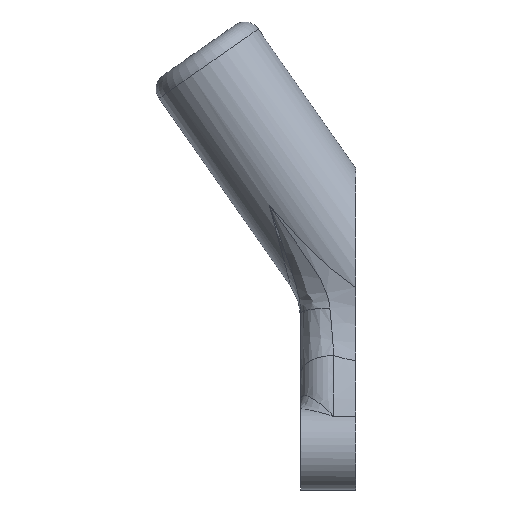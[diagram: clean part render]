
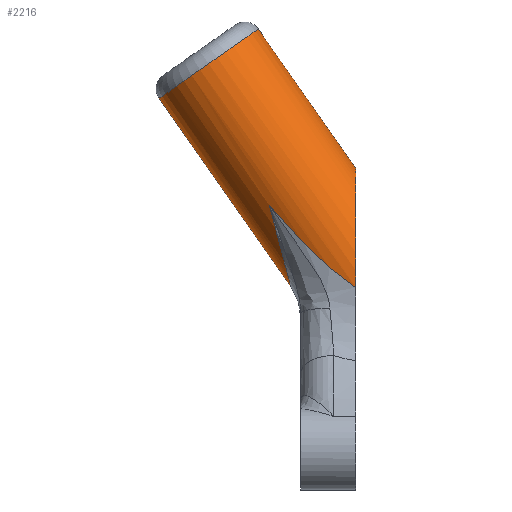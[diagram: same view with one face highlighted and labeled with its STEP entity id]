
A CAD part, left-side view. The second image highlights one B-rep face of the part: STEP entity #2216.
In plain terms, the highlighted cylindrical face has radius 5.5 mm (diameter 11 mm), a partial arc.
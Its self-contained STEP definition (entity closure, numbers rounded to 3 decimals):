
#89 = VERTEX_POINT ( 'NONE', #262 ) ;
#103 = ORIENTED_EDGE ( 'NONE', *, *, #755, .T. ) ;
#114 = EDGE_CURVE ( 'NONE', #1246, #89, #1154, .T. ) ;
#152 = CARTESIAN_POINT ( 'NONE',  ( -4.691, 7.862, 22.144 ) ) ;
#251 = LINE ( 'NONE', #1260, #773 ) ;
#262 = CARTESIAN_POINT ( 'NONE',  ( 0., 17.884, 31.874 ) ) ;
#295 = CARTESIAN_POINT ( 'NONE',  ( -4.731, 7.288, 21.44 ) ) ;
#324 = DIRECTION ( 'NONE',  ( 0., 0.574, 0.819 ) ) ;
#382 = CARTESIAN_POINT ( 'NONE',  ( 0., 5.904, 14.766 ) ) ;
#426 = ORIENTED_EDGE ( 'NONE', *, *, #114, .T. ) ;
#434 = ORIENTED_EDGE ( 'NONE', *, *, #939, .T. ) ;
#441 = CARTESIAN_POINT ( 'NONE',  ( 0., 8.873, 38.184 ) ) ;
#462 = EDGE_CURVE ( 'NONE', #2081, #983, #686, .T. ) ;
#485 = CARTESIAN_POINT ( 'NONE',  ( -4.984, 4.841, 18.767 ) ) ;
#539 = VECTOR ( 'NONE', #324, 1000. ) ;
#540 = DIRECTION ( 'NONE',  ( 0., 0.574, 0.819 ) ) ;
#608 = ORIENTED_EDGE ( 'NONE', *, *, #462, .F. ) ;
#661 = CARTESIAN_POINT ( 'NONE',  ( -4.912, 5.472, 19.418 ) ) ;
#662 = EDGE_CURVE ( 'NONE', #1091, #89, #1034, .T. ) ;
#686 =( BOUNDED_CURVE ( )  B_SPLINE_CURVE ( 3, ( #2051, #1861, #1487, #1295 ),
 .UNSPECIFIED., .F., .T. ) 
 B_SPLINE_CURVE_WITH_KNOTS ( ( 4, 4 ),
 ( 0., 1.7 ),
 .UNSPECIFIED. ) 
 CURVE ( )  GEOMETRIC_REPRESENTATION_ITEM ( )  RATIONAL_B_SPLINE_CURVE ( ( 1., 0.773, 0.773, 1. ) ) 
 REPRESENTATION_ITEM ( '' )  );
#691 = DIRECTION ( 'NONE',  ( 0., -0.819, 0.574 ) ) ;
#755 = EDGE_CURVE ( 'NONE', #1091, #2305, #1829, .T. ) ;
#773 = VECTOR ( 'NONE', #540, 1000. ) ;
#823 = FACE_OUTER_BOUND ( 'NONE', #1237, .T. ) ;
#896 = CARTESIAN_POINT ( 'NONE',  ( -5.412, 0.752, 15.194 ) ) ;
#939 = EDGE_CURVE ( 'NONE', #2081, #1246, #251, .T. ) ;
#983 = VERTEX_POINT ( 'NONE', #1491 ) ;
#999 = AXIS2_PLACEMENT_3D ( 'NONE', #1582, #2333, #1789 ) ;
#1033 = DIRECTION ( 'NONE',  ( 0., 0.574, 0.819 ) ) ;
#1034 = LINE ( 'NONE', #2002, #539 ) ;
#1063 = AXIS2_PLACEMENT_3D ( 'NONE', #2164, #1033, #691 ) ;
#1091 = VERTEX_POINT ( 'NONE', #382 ) ;
#1154 = CIRCLE ( 'NONE', #999, 5.5 ) ;
#1174 = CYLINDRICAL_SURFACE ( 'NONE', #1063, 5.5 ) ;
#1237 = EDGE_LOOP ( 'NONE', ( #2190, #103, #1822, #608, #434, #426 ) ) ;
#1246 = VERTEX_POINT ( 'NONE', #441 ) ;
#1255 = CARTESIAN_POINT ( 'NONE',  ( -5.348, 1.471, 15.745 ) ) ;
#1260 = CARTESIAN_POINT ( 'NONE',  ( 0., -16.745, 1.597 ) ) ;
#1262 = CARTESIAN_POINT ( 'NONE',  ( 0., 5.904, 14.766 ) ) ;
#1295 = CARTESIAN_POINT ( 'NONE',  ( -5.454, 0., 14.685 ) ) ;
#1399 = B_SPLINE_CURVE_WITH_KNOTS ( 'NONE', 3,
 ( #1404, #295, #1628, #661, #485, #1979, #1439, #1255, #896, #2011 ),
 .UNSPECIFIED., .F., .F.,
 ( 4, 2, 2, 2, 4 ),
 ( -0.004, -0.002, 0.001, 0.004, 0.007 ),
 .UNSPECIFIED. ) ;
#1404 = CARTESIAN_POINT ( 'NONE',  ( -4.691, 7.862, 22.144 ) ) ;
#1439 = CARTESIAN_POINT ( 'NONE',  ( -5.209, 2.864, 16.904 ) ) ;
#1487 = CARTESIAN_POINT ( 'NONE',  ( -5.914, 0., 20.844 ) ) ;
#1491 = CARTESIAN_POINT ( 'NONE',  ( -5.454, 0., 14.685 ) ) ;
#1563 = CARTESIAN_POINT ( 'NONE',  ( 0., 0., 25.511 ) ) ;
#1582 = CARTESIAN_POINT ( 'NONE',  ( 0., 13.379, 35.029 ) ) ;
#1628 = CARTESIAN_POINT ( 'NONE',  ( -4.786, 6.696, 20.754 ) ) ;
#1660 = CARTESIAN_POINT ( 'NONE',  ( -1.959, 5.904, 14.766 ) ) ;
#1789 = DIRECTION ( 'NONE',  ( 0., -0.819, 0.574 ) ) ;
#1822 = ORIENTED_EDGE ( 'NONE', *, *, #2200, .T. ) ;
#1829 =( BOUNDED_CURVE ( )  B_SPLINE_CURVE ( 3, ( #1262, #1660, #2010, #152 ),
 .UNSPECIFIED., .F., .F. ) 
 B_SPLINE_CURVE_WITH_KNOTS ( ( 4, 4 ),
 ( 3.142, 4.163 ),
 .UNSPECIFIED. ) 
 CURVE ( )  GEOMETRIC_REPRESENTATION_ITEM ( )  RATIONAL_B_SPLINE_CURVE ( ( 1., 0.915, 0.915, 1. ) ) 
 REPRESENTATION_ITEM ( '' )  );
#1861 = CARTESIAN_POINT ( 'NONE',  ( -3.563, 0., 25.511 ) ) ;
#1979 = CARTESIAN_POINT ( 'NONE',  ( -5.132, 3.537, 17.511 ) ) ;
#2002 = CARTESIAN_POINT ( 'NONE',  ( 0., -7.734, -4.712 ) ) ;
#2010 = CARTESIAN_POINT ( 'NONE',  ( -3.668, 6.617, 17.454 ) ) ;
#2011 = CARTESIAN_POINT ( 'NONE',  ( -5.454, 0., 14.685 ) ) ;
#2025 = CARTESIAN_POINT ( 'NONE',  ( -4.691, 7.862, 22.144 ) ) ;
#2051 = CARTESIAN_POINT ( 'NONE',  ( 0., 0., 25.511 ) ) ;
#2081 = VERTEX_POINT ( 'NONE', #1563 ) ;
#2164 = CARTESIAN_POINT ( 'NONE',  ( 0., -12.24, -1.558 ) ) ;
#2190 = ORIENTED_EDGE ( 'NONE', *, *, #662, .F. ) ;
#2200 = EDGE_CURVE ( 'NONE', #2305, #983, #1399, .T. ) ;
#2216 = ADVANCED_FACE ( 'NONE', ( #823 ), #1174, .T. ) ;
#2305 = VERTEX_POINT ( 'NONE', #2025 ) ;
#2333 = DIRECTION ( 'NONE',  ( 0., -0.574, -0.819 ) ) ;
